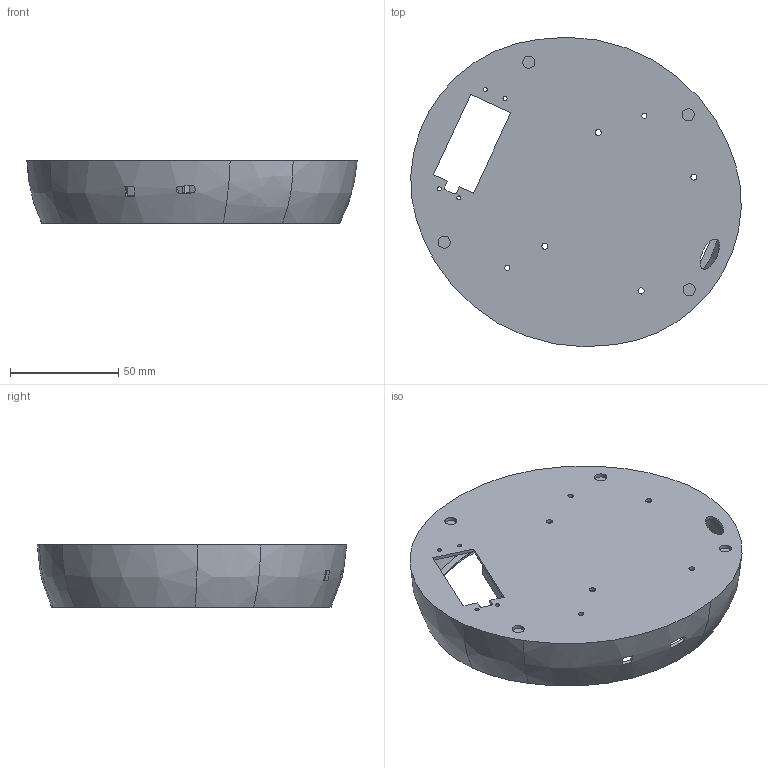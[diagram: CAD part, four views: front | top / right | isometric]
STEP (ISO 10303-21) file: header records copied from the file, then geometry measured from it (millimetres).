
FILE_DESCRIPTION (( 'STEP AP214' ), '1' );
FILE_NAME ('hexagonal_base_v6.STEP', '2019-10-27T16:25:35', ( '' ), ( '' ), 'SwSTEP 2.0', 'SolidWorks 2017', '' );
FILE_SCHEMA (( 'AUTOMOTIVE_DESIGN' ));
Length unit declared in the file: millimetre
Products named in the file (1): hexagonal_base_v6
Bounding box: 152.64 x 143.01 x 28.75 mm (x, y, z)
Volume: 52354.2 mm3; surface area: 66933.1 mm2
Topology: 1 solids, 1 shells, 289 faces, 741 edges, 473 vertices
Faces by surface type: plane 132, cylinder 113, bspline 34, torus 8, sphere 2
Entity records: 15562 total; most frequent: CARTESIAN_POINT 8664, ORIENTED_EDGE 1478, DIRECTION 1323, EDGE_CURVE 739, AXIS2_PLACEMENT_3D 474, VERTEX_POINT 472, VECTOR 375, LINE 375
